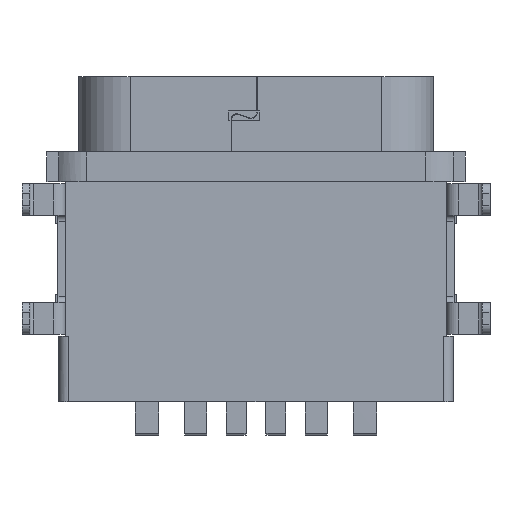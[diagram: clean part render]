
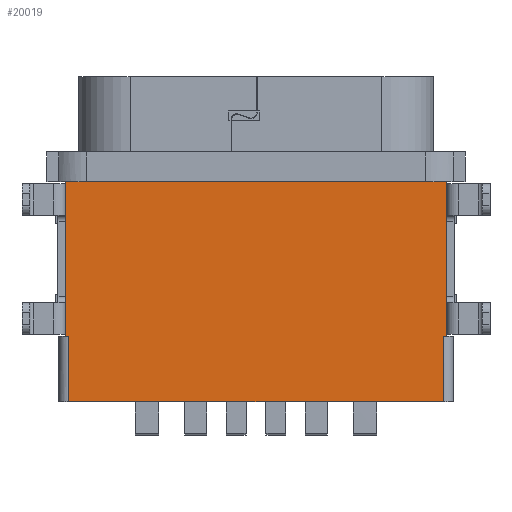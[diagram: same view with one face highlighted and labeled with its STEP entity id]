
A CAD part, front view. The second image highlights one B-rep face of the part: STEP entity #20019.
In plain terms, the highlighted planar face has unit normal (0, -1, 0).
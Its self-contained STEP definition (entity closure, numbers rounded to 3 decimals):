
#68=PLANE('',#20870);
#719=LINE('',#26441,#2598);
#720=LINE('',#26444,#2599);
#721=LINE('',#26446,#2600);
#722=LINE('',#26448,#2601);
#723=LINE('',#26450,#2602);
#724=LINE('',#26452,#2603);
#725=LINE('',#26454,#2604);
#726=LINE('',#26456,#2605);
#2598=VECTOR('',#22121,1000.);
#2599=VECTOR('',#22122,1000.);
#2600=VECTOR('',#22123,1000.);
#2601=VECTOR('',#22124,1000.);
#2602=VECTOR('',#22125,1000.);
#2603=VECTOR('',#22126,1000.);
#2604=VECTOR('',#22127,1000.);
#2605=VECTOR('',#22128,1000.);
#4523=ORIENTED_EDGE('',*,*,#9123,.F.);
#4524=ORIENTED_EDGE('',*,*,#9124,.F.);
#4525=ORIENTED_EDGE('',*,*,#9125,.F.);
#4526=ORIENTED_EDGE('',*,*,#9126,.F.);
#4527=ORIENTED_EDGE('',*,*,#9127,.F.);
#4528=ORIENTED_EDGE('',*,*,#9128,.F.);
#4529=ORIENTED_EDGE('',*,*,#9129,.F.);
#4530=ORIENTED_EDGE('',*,*,#9130,.F.);
#9123=EDGE_CURVE('',#11423,#11424,#719,.T.);
#9124=EDGE_CURVE('',#11425,#11423,#720,.T.);
#9125=EDGE_CURVE('',#11426,#11425,#721,.T.);
#9126=EDGE_CURVE('',#11427,#11426,#722,.T.);
#9127=EDGE_CURVE('',#11428,#11427,#723,.T.);
#9128=EDGE_CURVE('',#11429,#11428,#724,.T.);
#9129=EDGE_CURVE('',#11430,#11429,#725,.T.);
#9130=EDGE_CURVE('',#11424,#11430,#726,.T.);
#11423=VERTEX_POINT('',#26442);
#11424=VERTEX_POINT('',#26443);
#11425=VERTEX_POINT('',#26445);
#11426=VERTEX_POINT('',#26447);
#11427=VERTEX_POINT('',#26449);
#11428=VERTEX_POINT('',#26451);
#11429=VERTEX_POINT('',#26453);
#11430=VERTEX_POINT('',#26455);
#13264=EDGE_LOOP('',(#4523,#4524,#4525,#4526,#4527,#4528,#4529,#4530));
#14123=FACE_BOUND('',#13264,.T.);
#20019=ADVANCED_FACE('',(#14123),#68,.F.);
#20870=AXIS2_PLACEMENT_3D('',#26440,#22119,#22120);
#22119=DIRECTION('',(0.,1.,0.));
#22120=DIRECTION('',(0.,0.,1.));
#22121=DIRECTION('',(0.,0.,-1.));
#22122=DIRECTION('',(1.,0.,0.));
#22123=DIRECTION('',(0.,0.,1.));
#22124=DIRECTION('',(-1.,0.,0.));
#22125=DIRECTION('',(0.,0.,1.));
#22126=DIRECTION('',(-1.,0.,0.));
#22127=DIRECTION('',(0.,0.,-1.));
#22128=DIRECTION('',(-1.,0.,0.));
#26440=CARTESIAN_POINT('',(-4.97,-2.23,-6.3));
#26441=CARTESIAN_POINT('',(4.795,-2.23,-0.75));
#26442=CARTESIAN_POINT('',(4.795,-2.23,-0.75));
#26443=CARTESIAN_POINT('',(4.795,-2.23,-4.65));
#26444=CARTESIAN_POINT('',(0.,-2.23,-0.75));
#26445=CARTESIAN_POINT('',(-4.795,-2.23,-0.75));
#26446=CARTESIAN_POINT('',(-4.795,-2.23,-0.75));
#26447=CARTESIAN_POINT('',(-4.795,-2.23,-4.65));
#26448=CARTESIAN_POINT('',(-4.97,-2.23,-4.65));
#26449=CARTESIAN_POINT('',(-4.72,-2.23,-4.65));
#26450=CARTESIAN_POINT('',(-4.72,-2.23,-6.3));
#26451=CARTESIAN_POINT('',(-4.72,-2.23,-6.3));
#26452=CARTESIAN_POINT('',(-4.97,-2.23,-6.3));
#26453=CARTESIAN_POINT('',(4.72,-2.23,-6.3));
#26454=CARTESIAN_POINT('',(4.72,-2.23,-6.3));
#26455=CARTESIAN_POINT('',(4.72,-2.23,-4.65));
#26456=CARTESIAN_POINT('',(-4.97,-2.23,-4.65));
